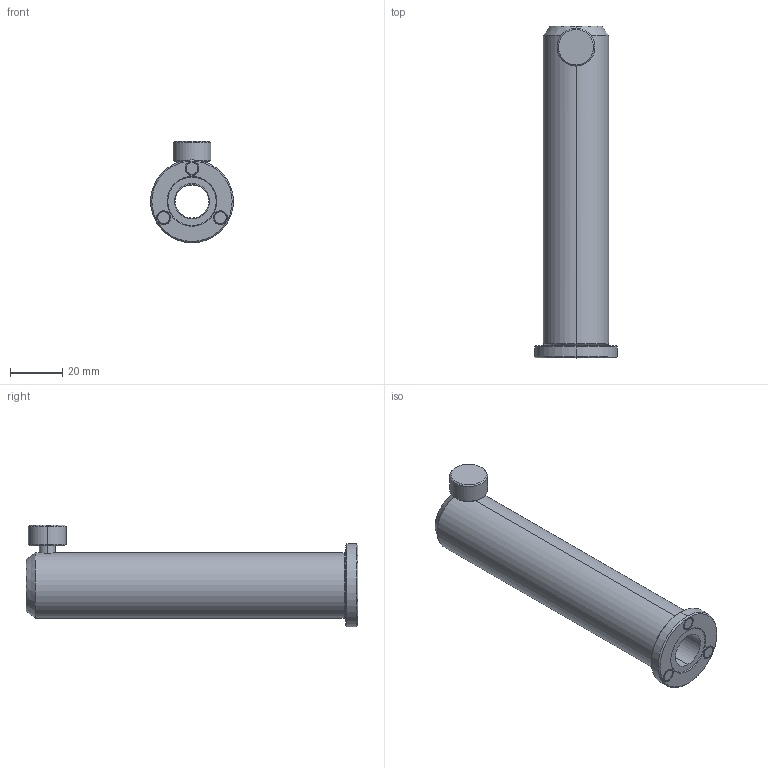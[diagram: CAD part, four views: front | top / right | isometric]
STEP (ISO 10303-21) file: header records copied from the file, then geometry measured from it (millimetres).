
FILE_DESCRIPTION (( 'STEP AP214' ), '1' );
FILE_NAME ('524005.STEP', '2019-10-16T07:15:29', ( '' ), ( '' ), 'SwSTEP 2.0', 'SolidWorks 2016', '' );
FILE_SCHEMA (( 'AUTOMOTIVE_DESIGN' ));
Length unit declared in the file: millimetre
Products named in the file (1): 524005
Bounding box: 31.75 x 127 x 38.88 mm (x, y, z)
Volume: 48210.2 mm3; surface area: 18155.2 mm2
Topology: 5 solids, 5 shells, 90 faces, 187 edges, 112 vertices
Faces by surface type: cylinder 31, cone 28, plane 19, torus 12
Entity records: 3304 total; most frequent: CARTESIAN_POINT 566, DIRECTION 469, ORIENTED_EDGE 374, AXIS2_PLACEMENT_3D 203, EDGE_CURVE 187, CIRCLE 112, VERTEX_POINT 112, EDGE_LOOP 101
